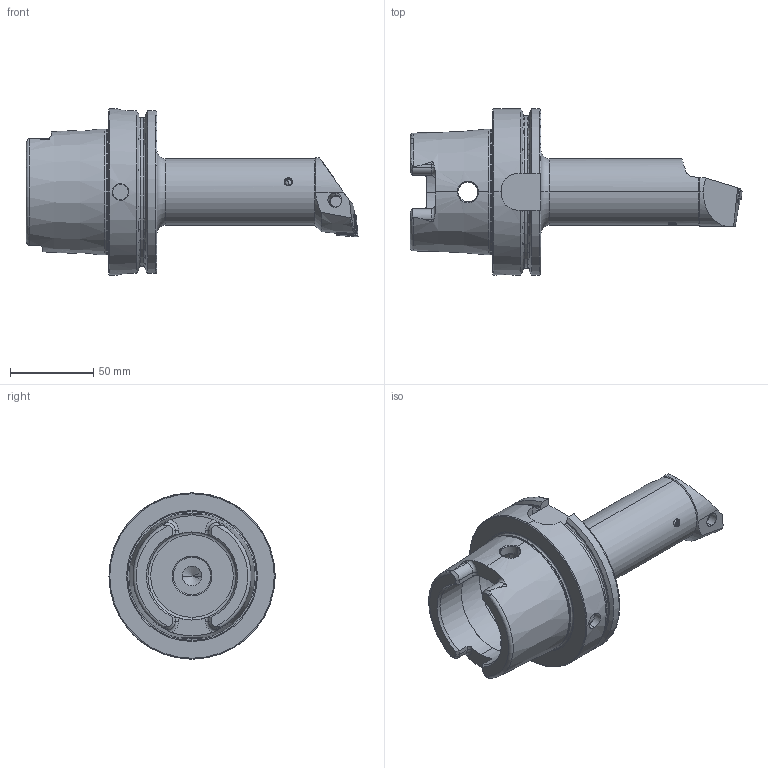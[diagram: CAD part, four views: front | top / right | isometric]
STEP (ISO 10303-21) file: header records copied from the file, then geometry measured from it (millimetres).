
FILE_DESCRIPTION (( 'STEP AP203' ), '1' );
FILE_NAME ('HA0.PCD.RLC.150.STEP', '2013-06-13T12:52:38', ( 'baer' ), ( 'Hewlett-Packard Company' ), 'SwSTEP 2.0', 'SolidWorks 2012', '' );
FILE_SCHEMA (( 'CONFIG_CONTROL_DESIGN' ));
Length unit declared in the file: millimetre
Products named in the file (7): HA0.PCD.RLC.150; WCD-ER3.101.000_A; WCD-ER4.101.017_A; KVT_MB_600_050; CNMG120404; WCD-ER2.101.003_A; HA0-PCD.RLC.150_A_Fertigbearbeitung
Assembly tree (6 placements, depth 2):
  HA0.PCD.RLC.150
    HA0-PCD.RLC.150_A_Fertigbearbeitung
    WCD-ER2.101.003_A
    CNMG120404
    KVT_MB_600_050
    WCD-ER4.101.017_A
    WCD-ER3.101.000_A
Bounding box: 199.9 x 100 x 100 mm (x, y, z)
Volume: 376065.1 mm3; surface area: 69764 mm2
Topology: 7 solids, 7 shells, 366 faces, 929 edges, 567 vertices
Faces by surface type: plane 111, cylinder 104, cone 94, torus 38, bspline 17, sphere 2
Entity records: 13385 total; most frequent: CARTESIAN_POINT 4206, ORIENTED_EDGE 1824, DIRECTION 1723, EDGE_CURVE 912, AXIS2_PLACEMENT_3D 669, VERTEX_POINT 564, EDGE_LOOP 386, VECTOR 385
